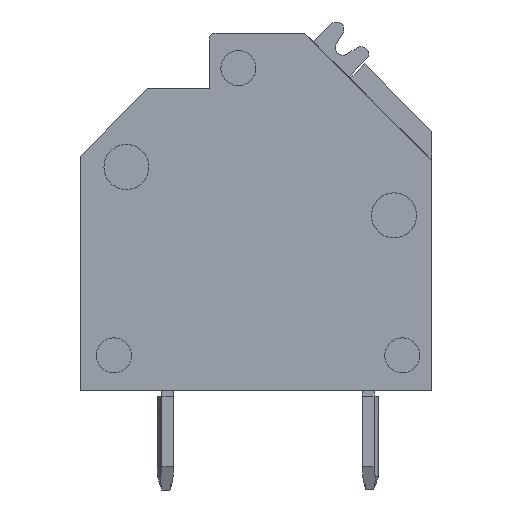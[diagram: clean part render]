
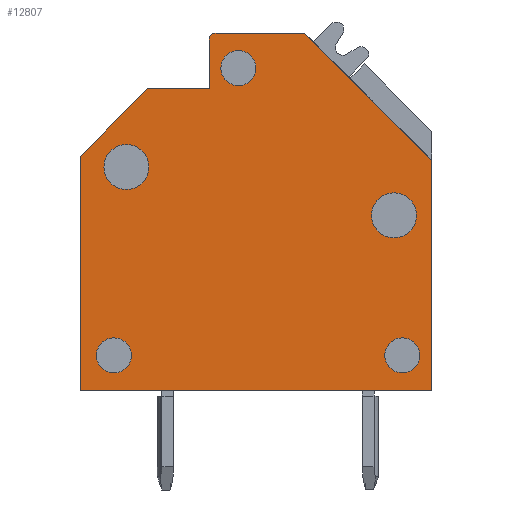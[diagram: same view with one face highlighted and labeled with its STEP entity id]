
A CAD part, left-side view. The second image highlights one B-rep face of the part: STEP entity #12807.
In plain terms, the highlighted planar face has unit normal (-1, 0, 0).
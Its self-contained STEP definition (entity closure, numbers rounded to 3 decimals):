
#755=CIRCLE('',#13953,0.6);
#756=CIRCLE('',#13954,0.77);
#757=CIRCLE('',#13955,0.6);
#758=CIRCLE('',#13956,0.6);
#759=CIRCLE('',#13957,0.77);
#760=CIRCLE('',#13958,0.2);
#3826=ORIENTED_EDGE('',*,*,#6020,.F.);
#3827=ORIENTED_EDGE('',*,*,#6021,.F.);
#3828=ORIENTED_EDGE('',*,*,#6022,.F.);
#3829=ORIENTED_EDGE('',*,*,#6023,.F.);
#3830=ORIENTED_EDGE('',*,*,#6024,.F.);
#3831=ORIENTED_EDGE('',*,*,#6002,.F.);
#3832=ORIENTED_EDGE('',*,*,#5988,.F.);
#3833=ORIENTED_EDGE('',*,*,#6016,.F.);
#3834=ORIENTED_EDGE('',*,*,#6025,.T.);
#3835=ORIENTED_EDGE('',*,*,#6013,.F.);
#3836=ORIENTED_EDGE('',*,*,#5999,.F.);
#3837=ORIENTED_EDGE('',*,*,#6012,.F.);
#3838=ORIENTED_EDGE('',*,*,#6010,.F.);
#3839=ORIENTED_EDGE('',*,*,#6007,.F.);
#5988=EDGE_CURVE('',#7332,#7333,#8643,.T.);
#5999=EDGE_CURVE('',#7341,#7342,#8651,.T.);
#6002=EDGE_CURVE('',#7333,#7344,#8654,.T.);
#6007=EDGE_CURVE('',#7344,#7347,#8659,.T.);
#6010=EDGE_CURVE('',#7347,#7348,#8662,.T.);
#6012=EDGE_CURVE('',#7348,#7341,#8664,.T.);
#6013=EDGE_CURVE('',#7342,#7349,#8665,.T.);
#6016=EDGE_CURVE('',#7350,#7332,#8668,.T.);
#6020=EDGE_CURVE('',#7352,#7352,#755,.T.);
#6021=EDGE_CURVE('',#7353,#7353,#756,.T.);
#6022=EDGE_CURVE('',#7354,#7354,#757,.T.);
#6023=EDGE_CURVE('',#7355,#7355,#758,.T.);
#6024=EDGE_CURVE('',#7356,#7356,#759,.T.);
#6025=EDGE_CURVE('',#7350,#7349,#760,.F.);
#7332=VERTEX_POINT('',#21091);
#7333=VERTEX_POINT('',#21093);
#7341=VERTEX_POINT('',#21112);
#7342=VERTEX_POINT('',#21114);
#7344=VERTEX_POINT('',#21120);
#7347=VERTEX_POINT('',#21129);
#7348=VERTEX_POINT('',#21134);
#7349=VERTEX_POINT('',#21140);
#7350=VERTEX_POINT('',#21144);
#7352=VERTEX_POINT('',#21154);
#7353=VERTEX_POINT('',#21156);
#7354=VERTEX_POINT('',#21158);
#7355=VERTEX_POINT('',#21160);
#7356=VERTEX_POINT('',#21162);
#8643=LINE('',#21092,#9998);
#8651=LINE('',#21113,#10006);
#8654=LINE('',#21119,#10009);
#8659=LINE('',#21128,#10014);
#8662=LINE('',#21133,#10017);
#8664=LINE('',#21137,#10019);
#8665=LINE('',#21139,#10020);
#8668=LINE('',#21145,#10023);
#9998=VECTOR('',#17136,1000.);
#10006=VECTOR('',#17152,1000.);
#10009=VECTOR('',#17157,1000.);
#10014=VECTOR('',#17164,1000.);
#10017=VECTOR('',#17169,1000.);
#10019=VECTOR('',#17173,1000.);
#10020=VECTOR('',#17176,1000.);
#10023=VECTOR('',#17181,1000.);
#10837=EDGE_LOOP('',(#3826));
#10838=EDGE_LOOP('',(#3827));
#10839=EDGE_LOOP('',(#3828));
#10840=EDGE_LOOP('',(#3829));
#10841=EDGE_LOOP('',(#3830));
#10842=EDGE_LOOP('',(#3831,#3832,#3833,#3834,#3835,#3836,#3837,#3838,#3839));
#11642=FACE_BOUND('',#10837,.T.);
#11643=FACE_BOUND('',#10838,.T.);
#11644=FACE_BOUND('',#10839,.T.);
#11645=FACE_BOUND('',#10840,.T.);
#11646=FACE_BOUND('',#10841,.T.);
#11647=FACE_BOUND('',#10842,.T.);
#12169=PLANE('',#13952);
#12807=ADVANCED_FACE('',(#11642,#11643,#11644,#11645,#11646,#11647),#12169,
 .F.);
#13952=AXIS2_PLACEMENT_3D('',#21152,#17189,#17190);
#13953=AXIS2_PLACEMENT_3D('',#21153,#17191,#17192);
#13954=AXIS2_PLACEMENT_3D('',#21155,#17193,#17194);
#13955=AXIS2_PLACEMENT_3D('',#21157,#17195,#17196);
#13956=AXIS2_PLACEMENT_3D('',#21159,#17197,#17198);
#13957=AXIS2_PLACEMENT_3D('',#21161,#17199,#17200);
#13958=AXIS2_PLACEMENT_3D('',#21163,#17201,#17202);
#17136=DIRECTION('',(0.,-0.707,-0.707));
#17152=DIRECTION('',(0.,-1.,0.));
#17157=DIRECTION('',(0.,0.,-1.));
#17164=DIRECTION('',(0.,1.,0.));
#17169=DIRECTION('',(0.,0.,1.));
#17173=DIRECTION('',(0.,-0.707,0.707));
#17176=DIRECTION('',(0.,0.,1.));
#17181=DIRECTION('',(0.,-1.,0.));
#17189=DIRECTION('',(1.,0.,0.));
#17190=DIRECTION('',(0.,0.,-1.));
#17191=DIRECTION('',(-1.,0.,0.));
#17192=DIRECTION('',(0.,1.,0.));
#17193=DIRECTION('',(-1.,0.,0.));
#17194=DIRECTION('',(0.,1.,0.));
#17195=DIRECTION('',(-1.,0.,0.));
#17196=DIRECTION('',(0.,1.,0.));
#17197=DIRECTION('',(-1.,0.,0.));
#17198=DIRECTION('',(0.,1.,0.));
#17199=DIRECTION('',(-1.,0.,0.));
#17200=DIRECTION('',(0.,1.,0.));
#17201=DIRECTION('',(1.,0.,0.));
#17202=DIRECTION('',(0.,0.,-1.));
#21091=CARTESIAN_POINT('',(-2.005,-1.66,8.2));
#21092=CARTESIAN_POINT('',(-2.005,-1.66,8.2));
#21093=CARTESIAN_POINT('',(-2.005,-6.,3.86));
#21112=CARTESIAN_POINT('',(-2.005,3.7,6.3));
#21113=CARTESIAN_POINT('',(-2.005,1.6,6.3));
#21114=CARTESIAN_POINT('',(-2.005,1.6,6.3));
#21119=CARTESIAN_POINT('',(-2.005,-6.,4.85));
#21120=CARTESIAN_POINT('',(-2.005,-6.,-4.));
#21128=CARTESIAN_POINT('',(-2.005,-6.,-4.));
#21129=CARTESIAN_POINT('',(-2.005,6.,-4.));
#21133=CARTESIAN_POINT('',(-2.005,6.,-4.));
#21134=CARTESIAN_POINT('',(-2.005,6.,4.));
#21137=CARTESIAN_POINT('',(-2.005,3.7,6.3));
#21139=CARTESIAN_POINT('',(-2.005,1.6,8.2));
#21140=CARTESIAN_POINT('',(-2.005,1.6,8.));
#21144=CARTESIAN_POINT('',(-2.005,1.4,8.2));
#21145=CARTESIAN_POINT('',(-2.005,1.6,8.2));
#21152=CARTESIAN_POINT('',(-2.005,0.,0.));
#21153=CARTESIAN_POINT('',(-2.005,0.6,7.006));
#21154=CARTESIAN_POINT('',(-2.005,1.2,7.006));
#21155=CARTESIAN_POINT('',(-2.005,-4.714,1.977));
#21156=CARTESIAN_POINT('',(-2.005,-3.944,1.977));
#21157=CARTESIAN_POINT('',(-2.005,-4.998,-2.804));
#21158=CARTESIAN_POINT('',(-2.005,-4.398,-2.804));
#21159=CARTESIAN_POINT('',(-2.005,4.853,-2.804));
#21160=CARTESIAN_POINT('',(-2.005,5.453,-2.804));
#21161=CARTESIAN_POINT('',(-2.005,4.424,3.628));
#21162=CARTESIAN_POINT('',(-2.005,5.194,3.628));
#21163=CARTESIAN_POINT('',(-2.005,1.4,8.));
